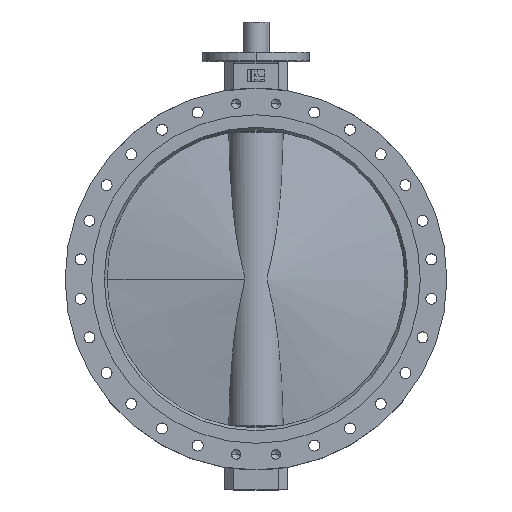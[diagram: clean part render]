
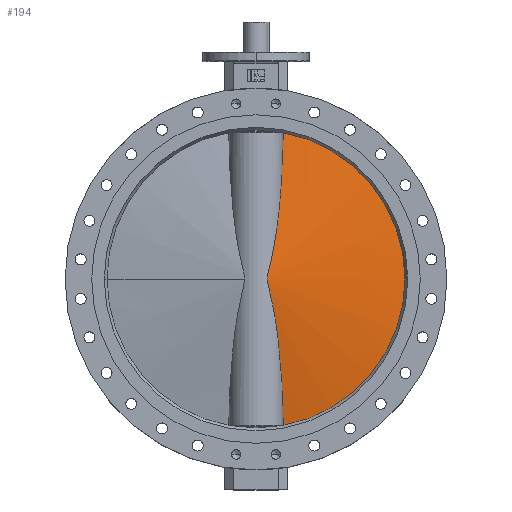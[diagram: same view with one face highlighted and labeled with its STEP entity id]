
A CAD part, top view. The second image highlights one B-rep face of the part: STEP entity #194.
In plain terms, the highlighted conical face has half-angle 80.702 degrees and reference radius 6107.99 mm.
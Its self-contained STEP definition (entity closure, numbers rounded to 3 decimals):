
#194 = ADVANCED_FACE ( 'NONE', ( #8932 ), #9025, .T. ) ;
#568 = B_SPLINE_CURVE_WITH_KNOTS ( 'NONE', 3,
 ( #3611, #3612, #3616, #3617, #3618, #3619, #3620, #3621, #3622, #3623, #3624, #3625, #3626, #3627, #3628, #3629, #3630, #3631, #3632, #3633, #3634, #3635, #3636, #3637, #3638, #3639, #3640, #3641, #3642, #3643, #3644, #3645, #3646, #3647, #3648, #3649, #3046, #3038, #3667, #3668, #3669, #3670, #3671, #3672, #3673, #3674, #3675, #3676, #3677, #3678, #3679, #3680, #3681, #3682, #3683, #3684, #3685, #3686, #3687, #3688, #3689, #3690, #3691, #3692, #3693, #3694, #3695, #3696, #3697, #3698, #3699, #3700 ),
 .UNSPECIFIED., .F., .F.,
 ( 4, 2, 2, 2, 2, 2, 2, 2, 2, 2, 2, 2, 2, 2, 2, 2, 2, 2, 2, 2, 2, 2, 2, 2, 2, 2, 2, 2, 2, 2, 2, 2, 2, 2, 2, 4 ),
 ( -0.443, -0.381, -0.319, -0.288, -0.257, -0.196, -0.134, -0.103, -0.072, -0.041, -0.025, -0.01, 0.006, 0.013, 0.021, 0.029, 0.037, 0.044, 0.048, 0.052, 0.067, 0.075, 0.083, 0.091, 0.098, 0.114, 0.145, 0.176, 0.207, 0.238, 0.269, 0.3, 0.362, 0.423, 0.485, 0.547 ),
 .UNSPECIFIED. ) ;
#1327 = VERTEX_POINT ( 'NONE', #10594 ) ;
#1350 = VERTEX_POINT ( 'NONE', #10634 ) ;
#1351 = VERTEX_POINT ( 'NONE', #10635 ) ;
#2296 = CIRCLE ( 'NONE', #9723, 490.039 ) ;
#2334 = CIRCLE ( 'NONE', #9743, 490.039 ) ;
#3038 = CARTESIAN_POINT ( 'NONE',  ( 81.891, -0.051, -37.334 ) ) ;
#3046 = CARTESIAN_POINT ( 'NONE',  ( 81.867, -2.653, -37.386 ) ) ;
#3350 = CARTESIAN_POINT ( 'NONE',  ( 7.771, 0., 0. ) ) ;
#3351 = DIRECTION ( 'NONE',  ( 1., 0., 0. ) ) ;
#3352 = DIRECTION ( 'NONE',  ( 0., 0., -1. ) ) ;
#3611 = CARTESIAN_POINT ( 'NONE',  ( 7.771, -481.766, -89.664 ) ) ;
#3612 = CARTESIAN_POINT ( 'NONE',  ( 11.05, -461.447, -89.38 ) ) ;
#3616 = CARTESIAN_POINT ( 'NONE',  ( 14.328, -441.132, -88.915 ) ) ;
#3617 = CARTESIAN_POINT ( 'NONE',  ( 20.88, -400.511, -87.608 ) ) ;
#3618 = CARTESIAN_POINT ( 'NONE',  ( 24.155, -380.206, -86.766 ) ) ;
#3619 = CARTESIAN_POINT ( 'NONE',  ( 29.065, -349.755, -85.195 ) ) ;
#3620 = CARTESIAN_POINT ( 'NONE',  ( 30.7, -339.607, -84.62 ) ) ;
#3621 = CARTESIAN_POINT ( 'NONE',  ( 33.968, -319.328, -83.362 ) ) ;
#3622 = CARTESIAN_POINT ( 'NONE',  ( 35.601, -309.196, -82.679 ) ) ;
#3623 = CARTESIAN_POINT ( 'NONE',  ( 40.494, -278.819, -80.456 ) ) ;
#3624 = CARTESIAN_POINT ( 'NONE',  ( 43.749, -258.596, -78.743 ) ) ;
#3625 = CARTESIAN_POINT ( 'NONE',  ( 50.241, -218.217, -74.768 ) ) ;
#3626 = CARTESIAN_POINT ( 'NONE',  ( 53.478, -198.061, -72.507 ) ) ;
#3627 = CARTESIAN_POINT ( 'NONE',  ( 58.311, -167.89, -68.587 ) ) ;
#3628 = CARTESIAN_POINT ( 'NONE',  ( 59.917, -157.844, -67.192 ) ) ;
#3629 = CARTESIAN_POINT ( 'NONE',  ( 63.119, -137.775, -64.193 ) ) ;
#3630 = CARTESIAN_POINT ( 'NONE',  ( 64.714, -127.754, -62.59 ) ) ;
#3631 = CARTESIAN_POINT ( 'NONE',  ( 67.885, -107.738, -59.137 ) ) ;
#3632 = CARTESIAN_POINT ( 'NONE',  ( 69.461, -97.745, -57.285 ) ) ;
#3633 = CARTESIAN_POINT ( 'NONE',  ( 71.796, -82.779, -54.286 ) ) ;
#3634 = CARTESIAN_POINT ( 'NONE',  ( 72.569, -77.794, -53.249 ) ) ;
#3635 = CARTESIAN_POINT ( 'NONE',  ( 74.1, -67.832, -51.097 ) ) ;
#3636 = CARTESIAN_POINT ( 'NONE',  ( 74.858, -62.854, -49.982 ) ) ;
#3637 = CARTESIAN_POINT ( 'NONE',  ( 76.346, -52.905, -47.677 ) ) ;
#3638 = CARTESIAN_POINT ( 'NONE',  ( 77.078, -47.932, -46.487 ) ) ;
#3639 = CARTESIAN_POINT ( 'NONE',  ( 78.133, -40.474, -44.673 ) ) ;
#3640 = CARTESIAN_POINT ( 'NONE',  ( 78.478, -37.988, -44.064 ) ) ;
#3641 = CARTESIAN_POINT ( 'NONE',  ( 79.148, -33.013, -42.85 ) ) ;
#3642 = CARTESIAN_POINT ( 'NONE',  ( 79.472, -30.524, -42.245 ) ) ;
#3643 = CARTESIAN_POINT ( 'NONE',  ( 80.088, -25.537, -41.065 ) ) ;
#3644 = CARTESIAN_POINT ( 'NONE',  ( 80.38, -23.039, -40.49 ) ) ;
#3645 = CARTESIAN_POINT ( 'NONE',  ( 80.912, -18.021, -39.416 ) ) ;
#3646 = CARTESIAN_POINT ( 'NONE',  ( 81.152, -15.501, -38.918 ) ) ;
#3647 = CARTESIAN_POINT ( 'NONE',  ( 81.546, -10.421, -38.084 ) ) ;
#3648 = CARTESIAN_POINT ( 'NONE',  ( 81.701, -7.859, -37.749 ) ) ;
#3649 = CARTESIAN_POINT ( 'NONE',  ( 81.838, -3.965, -37.451 ) ) ;
#3667 = CARTESIAN_POINT ( 'NONE',  ( 81.886, 1.241, -37.345 ) ) ;
#3668 = CARTESIAN_POINT ( 'NONE',  ( 81.776, 7.666, -37.587 ) ) ;
#3669 = CARTESIAN_POINT ( 'NONE',  ( 81.419, 12.68, -38.369 ) ) ;
#3670 = CARTESIAN_POINT ( 'NONE',  ( 80.698, 20.133, -39.851 ) ) ;
#3671 = CARTESIAN_POINT ( 'NONE',  ( 80.427, 22.605, -40.397 ) ) ;
#3672 = CARTESIAN_POINT ( 'NONE',  ( 79.847, 27.539, -41.532 ) ) ;
#3673 = CARTESIAN_POINT ( 'NONE',  ( 79.538, 30., -42.122 ) ) ;
#3674 = CARTESIAN_POINT ( 'NONE',  ( 78.895, 34.919, -43.313 ) ) ;
#3675 = CARTESIAN_POINT ( 'NONE',  ( 78.562, 37.376, -43.915 ) ) ;
#3676 = CARTESIAN_POINT ( 'NONE',  ( 77.879, 42.289, -45.115 ) ) ;
#3677 = CARTESIAN_POINT ( 'NONE',  ( 77.529, 44.746, -45.713 ) ) ;
#3678 = CARTESIAN_POINT ( 'NONE',  ( 76.465, 52.115, -47.488 ) ) ;
#3679 = CARTESIAN_POINT ( 'NONE',  ( 75.733, 57.029, -48.644 ) ) ;
#3680 = CARTESIAN_POINT ( 'NONE',  ( 73.506, 71.784, -52.001 ) ) ;
#3681 = CARTESIAN_POINT ( 'NONE',  ( 71.977, 81.639, -54.088 ) ) ;
#3682 = CARTESIAN_POINT ( 'NONE',  ( 68.887, 101.39, -57.972 ) ) ;
#3683 = CARTESIAN_POINT ( 'NONE',  ( 67.324, 111.286, -59.772 ) ) ;
#3684 = CARTESIAN_POINT ( 'NONE',  ( 64.18, 131.113, -63.137 ) ) ;
#3685 = CARTESIAN_POINT ( 'NONE',  ( 62.598, 141.044, -64.7 ) ) ;
#3686 = CARTESIAN_POINT ( 'NONE',  ( 59.423, 160.937, -67.628 ) ) ;
#3687 = CARTESIAN_POINT ( 'NONE',  ( 57.829, 170.899, -68.993 ) ) ;
#3688 = CARTESIAN_POINT ( 'NONE',  ( 54.633, 190.849, -71.55 ) ) ;
#3689 = CARTESIAN_POINT ( 'NONE',  ( 53.03, 200.838, -72.743 ) ) ;
#3690 = CARTESIAN_POINT ( 'NONE',  ( 49.819, 220.838, -74.979 ) ) ;
#3691 = CARTESIAN_POINT ( 'NONE',  ( 48.21, 230.853, -76.022 ) ) ;
#3692 = CARTESIAN_POINT ( 'NONE',  ( 43.377, 260.906, -78.947 ) ) ;
#3693 = CARTESIAN_POINT ( 'NONE',  ( 40.15, 280.953, -80.626 ) ) ;
#3694 = CARTESIAN_POINT ( 'NONE',  ( 33.689, 321.067, -83.532 ) ) ;
#3695 = CARTESIAN_POINT ( 'NONE',  ( 30.455, 341.134, -84.759 ) ) ;
#3696 = CARTESIAN_POINT ( 'NONE',  ( 23.981, 381.285, -86.813 ) ) ;
#3697 = CARTESIAN_POINT ( 'NONE',  ( 20.742, 401.37, -87.64 ) ) ;
#3698 = CARTESIAN_POINT ( 'NONE',  ( 14.259, 441.556, -88.925 ) ) ;
#3699 = CARTESIAN_POINT ( 'NONE',  ( 11.016, 461.657, -89.383 ) ) ;
#3700 = CARTESIAN_POINT ( 'NONE',  ( 7.771, 481.766, -89.664 ) ) ;
#3701 = CARTESIAN_POINT ( 'NONE',  ( 7.771, 0., 0. ) ) ;
#3702 = DIRECTION ( 'NONE',  ( 1., 0., 0. ) ) ;
#3703 = DIRECTION ( 'NONE',  ( 0., 0., -1. ) ) ;
#6164 = ORIENTED_EDGE ( 'NONE', *, *, #7670, .T. ) ;
#6184 = ORIENTED_EDGE ( 'NONE', *, *, #7705, .F. ) ;
#6186 = ORIENTED_EDGE ( 'NONE', *, *, #7706, .T. ) ;
#6716 = AXIS2_PLACEMENT_3D ( 'NONE', #8884, #8885, #8883 ) ;
#6830 = EDGE_LOOP ( 'NONE', ( #6184, #6164, #6186 ) ) ;
#7670 = EDGE_CURVE ( 'NONE', #1351, #1350, #2296, .T. ) ;
#7705 = EDGE_CURVE ( 'NONE', #1351, #1327, #568, .T. ) ;
#7706 = EDGE_CURVE ( 'NONE', #1350, #1327, #2334, .T. ) ;
#8883 = DIRECTION ( 'NONE',  ( 0., 0., 1. ) ) ;
#8884 = CARTESIAN_POINT ( 'NONE',  ( -912., 0., 0. ) ) ;
#8885 = DIRECTION ( 'NONE',  ( -1., 0., 0. ) ) ;
#8932 = FACE_OUTER_BOUND ( 'NONE', #6830, .T. ) ;
#9025 = CONICAL_SURFACE ( 'NONE', #6716, 6107.985, 1.409 ) ;
#9723 = AXIS2_PLACEMENT_3D ( 'NONE', #3350, #3351, #3352 ) ;
#9743 = AXIS2_PLACEMENT_3D ( 'NONE', #3701, #3702, #3703 ) ;
#10594 = CARTESIAN_POINT ( 'NONE',  ( 7.771, 481.766, -89.664 ) ) ;
#10634 = CARTESIAN_POINT ( 'NONE',  ( 7.771, 0., -490.039 ) ) ;
#10635 = CARTESIAN_POINT ( 'NONE',  ( 7.771, -481.766, -89.664 ) ) ;
